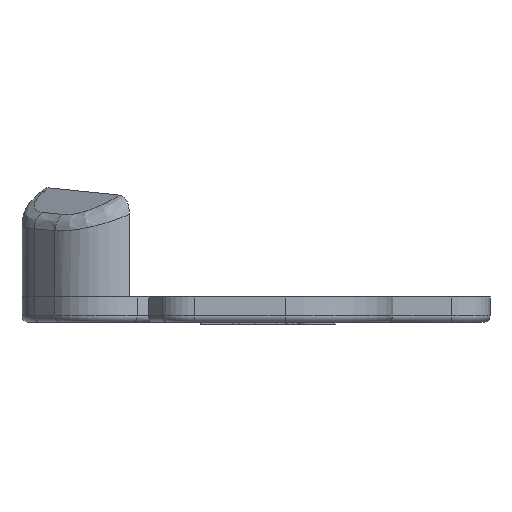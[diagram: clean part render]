
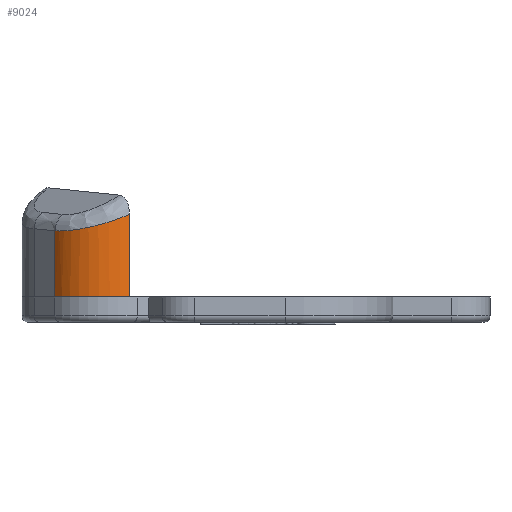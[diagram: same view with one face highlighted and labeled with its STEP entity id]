
A CAD part, front view. The second image highlights one B-rep face of the part: STEP entity #9024.
In plain terms, the highlighted cylindrical face has radius 19.695 mm (diameter 39.391 mm), a partial arc.
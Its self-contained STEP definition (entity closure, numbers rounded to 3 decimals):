
#6869=CARTESIAN_POINT('',(236.097,149.281,34.089));
#6870=VERTEX_POINT('',#6869);
#6905=CARTESIAN_POINT('',(236.097,149.281,8.));
#6906=VERTEX_POINT('',#6905);
#6907=CARTESIAN_POINT('',(236.097,149.281,8.));
#6908=DIRECTION('',(-0.,0.,1.));
#6909=VECTOR('',#6908,26.089);
#6910=LINE('',#6907,#6909);
#6911=EDGE_CURVE('',#6906,#6870,#6910,.T.);
#6944=CARTESIAN_POINT('',(212.519,155.192,28.884));
#6945=VERTEX_POINT('',#6944);
#6946=CARTESIAN_POINT('',(212.519,155.192,8.));
#6947=VERTEX_POINT('',#6946);
#6948=CARTESIAN_POINT('',(212.519,155.192,28.884));
#6949=DIRECTION('',(0.,-0.,-1.));
#6950=VECTOR('',#6949,20.884);
#6951=LINE('',#6948,#6950);
#6952=EDGE_CURVE('',#6945,#6947,#6951,.T.);
#7932=CARTESIAN_POINT('',(236.097,149.281,34.089));
#7933=CARTESIAN_POINT('',(235.638,149.077,33.896));
#7934=CARTESIAN_POINT('',(235.17,148.889,33.705));
#7935=CARTESIAN_POINT('',(234.692,148.719,33.517));
#7936=CARTESIAN_POINT('',(234.453,148.634,33.422));
#7937=CARTESIAN_POINT('',(234.212,148.553,33.329));
#7938=CARTESIAN_POINT('',(233.967,148.476,33.235));
#7939=CARTESIAN_POINT('',(233.723,148.4,33.142));
#7940=CARTESIAN_POINT('',(233.476,148.327,33.049));
#7941=CARTESIAN_POINT('',(233.228,148.26,32.957));
#7942=CARTESIAN_POINT('',(232.234,147.991,32.59));
#7943=CARTESIAN_POINT('',(231.219,147.799,32.239));
#7944=CARTESIAN_POINT('',(230.183,147.687,31.905));
#7945=CARTESIAN_POINT('',(229.665,147.632,31.738));
#7946=CARTESIAN_POINT('',(229.141,147.596,31.575));
#7947=CARTESIAN_POINT('',(228.612,147.582,31.417));
#7948=CARTESIAN_POINT('',(228.348,147.575,31.338));
#7949=CARTESIAN_POINT('',(228.082,147.573,31.26));
#7950=CARTESIAN_POINT('',(227.814,147.576,31.183));
#7951=CARTESIAN_POINT('',(227.547,147.58,31.106));
#7952=CARTESIAN_POINT('',(227.277,147.589,31.03));
#7953=CARTESIAN_POINT('',(227.009,147.603,30.956));
#7954=CARTESIAN_POINT('',(225.935,147.662,30.66));
#7955=CARTESIAN_POINT('',(224.864,147.808,30.39));
#7956=CARTESIAN_POINT('',(223.795,148.045,30.147));
#7957=CARTESIAN_POINT('',(223.261,148.164,30.025));
#7958=CARTESIAN_POINT('',(222.727,148.307,29.91));
#7959=CARTESIAN_POINT('',(222.195,148.473,29.803));
#7960=CARTESIAN_POINT('',(221.928,148.557,29.749));
#7961=CARTESIAN_POINT('',(221.662,148.646,29.697));
#7962=CARTESIAN_POINT('',(221.398,148.741,29.647));
#7963=CARTESIAN_POINT('',(221.135,148.836,29.597));
#7964=CARTESIAN_POINT('',(220.873,148.937,29.549));
#7965=CARTESIAN_POINT('',(220.614,149.043,29.504));
#7966=CARTESIAN_POINT('',(219.576,149.468,29.322));
#7967=CARTESIAN_POINT('',(218.573,149.981,29.176));
#7968=CARTESIAN_POINT('',(217.606,150.588,29.066));
#7969=CARTESIAN_POINT('',(217.364,150.74,29.038));
#7970=CARTESIAN_POINT('',(217.124,150.898,29.013));
#7971=CARTESIAN_POINT('',(216.887,151.062,28.99));
#7972=CARTESIAN_POINT('',(216.65,151.226,28.967));
#7973=CARTESIAN_POINT('',(216.415,151.395,28.947));
#7974=CARTESIAN_POINT('',(216.186,151.569,28.929));
#7975=CARTESIAN_POINT('',(215.727,151.916,28.894));
#7976=CARTESIAN_POINT('',(215.286,152.282,28.869));
#7977=CARTESIAN_POINT('',(214.861,152.666,28.854));
#7978=CARTESIAN_POINT('',(214.012,153.435,28.823));
#7979=CARTESIAN_POINT('',(213.23,154.276,28.833));
#7980=CARTESIAN_POINT('',(212.519,155.192,28.884));
#7981=B_SPLINE_CURVE_WITH_KNOTS('',3,(#7932,#7933,#7934,#7935,#7936,#7937,#7938,#7939,#7940,#7941,#7942,#7943,#7944,#7945,#7946,#7947,#7948,#7949,#7950,#7951,#7952,#7953,#7954,#7955,#7956,#7957,
#7958,#7959,#7960,#7961,#7962,#7963,#7964,#7965,#7966,#7967,#7968,#7969,#7970,#7971,#7972,#7973,#7974,#7975,#7976,#7977,#7978,#7979,#7980),.UNSPECIFIED.,.F.,.F.,(4,3,3,3,3,3,3,3,3,3,3,3,3,3,3,3,4),(0.047,0.049,0.049,0.05,0.052,0.053,0.054,0.055,0.057,0.058,0.059,0.059,0.062,0.062,0.063,0.064,0.066),.UNSPECIFIED.);
#7982=EDGE_CURVE('',#6870,#6945,#7981,.T.);
#8072=CARTESIAN_POINT('',(228.076,167.27,8.));
#8073=DIRECTION('',(0.,-0.,-1.));
#8074=DIRECTION('',(-1.,0.,-0.));
#8075=AXIS2_PLACEMENT_3D('',#8072,#8073,#8074);
#8076=CIRCLE('',#8075,19.696);
#8077=EDGE_CURVE('',#6906,#6947,#8076,.T.);
#9013=CARTESIAN_POINT('',(228.076,167.27,68.));
#9014=DIRECTION('',(0.,-0.,-1.));
#9015=DIRECTION('',(-1.,0.,-0.));
#9016=AXIS2_PLACEMENT_3D('',#9013,#9014,#9015);
#9017=CYLINDRICAL_SURFACE('',#9016,19.696);
#9018=ORIENTED_EDGE('',*,*,#8077,.F.);
#9019=ORIENTED_EDGE('',*,*,#6911,.T.);
#9020=ORIENTED_EDGE('',*,*,#7982,.T.);
#9021=ORIENTED_EDGE('',*,*,#6952,.T.);
#9022=EDGE_LOOP('',(#9018,#9019,#9020,#9021));
#9023=FACE_BOUND('',#9022,.T.);
#9024=ADVANCED_FACE('',(#9023),#9017,.T.);
